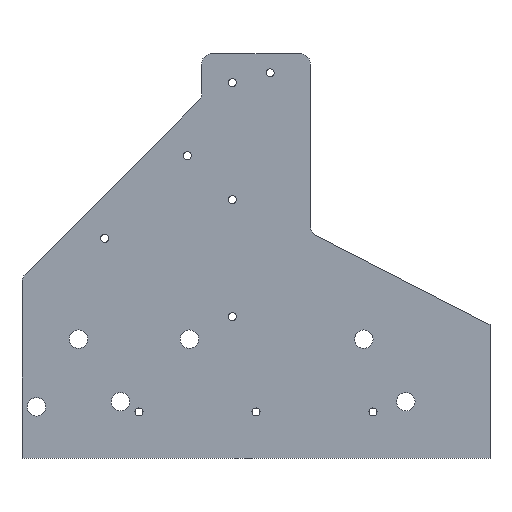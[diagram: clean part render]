
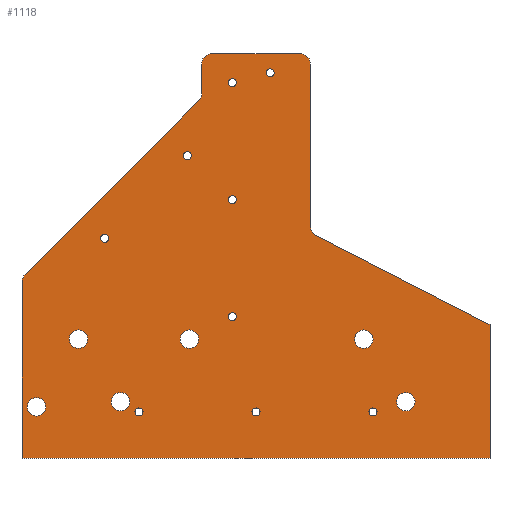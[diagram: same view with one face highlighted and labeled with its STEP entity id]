
A CAD part, top view. The second image highlights one B-rep face of the part: STEP entity #1118.
In plain terms, the highlighted planar face has unit normal (0, 0, 1).
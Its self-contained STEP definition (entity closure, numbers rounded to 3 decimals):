
#58=FACE_BOUND('',#235,.T.);
#59=FACE_BOUND('',#236,.T.);
#60=FACE_BOUND('',#237,.T.);
#61=FACE_BOUND('',#238,.T.);
#62=FACE_BOUND('',#239,.T.);
#63=FACE_BOUND('',#240,.T.);
#64=FACE_BOUND('',#241,.T.);
#65=FACE_BOUND('',#242,.T.);
#66=FACE_BOUND('',#243,.T.);
#67=FACE_BOUND('',#244,.T.);
#68=FACE_BOUND('',#245,.T.);
#69=FACE_BOUND('',#246,.T.);
#70=FACE_BOUND('',#247,.T.);
#71=FACE_BOUND('',#248,.T.);
#72=FACE_BOUND('',#249,.T.);
#91=PLANE('',#1258);
#145=FACE_OUTER_BOUND('',#234,.T.);
#234=EDGE_LOOP('',(#1002,#1003,#1004,#1005,#1006,#1007,#1008,#1009,#1010,
#1011,#1012,#1013,#1014));
#235=EDGE_LOOP('',(#1015));
#236=EDGE_LOOP('',(#1016));
#237=EDGE_LOOP('',(#1017));
#238=EDGE_LOOP('',(#1018));
#239=EDGE_LOOP('',(#1019));
#240=EDGE_LOOP('',(#1020));
#241=EDGE_LOOP('',(#1021));
#242=EDGE_LOOP('',(#1022));
#243=EDGE_LOOP('',(#1023));
#244=EDGE_LOOP('',(#1024));
#245=EDGE_LOOP('',(#1025));
#246=EDGE_LOOP('',(#1026));
#247=EDGE_LOOP('',(#1027));
#248=EDGE_LOOP('',(#1028));
#249=EDGE_LOOP('',(#1029));
#290=LINE('',#1744,#370);
#295=LINE('',#1759,#375);
#299=LINE('',#1771,#379);
#306=LINE('',#1820,#386);
#323=LINE('',#1887,#403);
#325=LINE('',#1891,#405);
#327=LINE('',#1895,#407);
#329=LINE('',#1898,#409);
#370=VECTOR('',#1420,10.);
#375=VECTOR('',#1433,10.);
#379=VECTOR('',#1445,10.);
#386=VECTOR('',#1494,10.);
#403=VECTOR('',#1577,10.);
#405=VECTOR('',#1581,10.);
#407=VECTOR('',#1585,10.);
#409=VECTOR('',#1589,10.);
#441=CIRCLE('',#1191,5.);
#443=CIRCLE('',#1195,5.);
#444=CIRCLE('',#1198,5.);
#463=CIRCLE('',#1220,5.);
#464=CIRCLE('',#1223,5.);
#465=CIRCLE('',#1225,1.95);
#466=CIRCLE('',#1227,1.95);
#467=CIRCLE('',#1229,4.5);
#468=CIRCLE('',#1231,4.5);
#469=CIRCLE('',#1233,4.5);
#470=CIRCLE('',#1235,1.95);
#471=CIRCLE('',#1237,1.95);
#472=CIRCLE('',#1239,1.95);
#473=CIRCLE('',#1241,1.95);
#474=CIRCLE('',#1243,1.95);
#475=CIRCLE('',#1245,1.95);
#476=CIRCLE('',#1247,1.95);
#477=CIRCLE('',#1249,4.5);
#478=CIRCLE('',#1251,4.5);
#479=CIRCLE('',#1253,4.5);
#526=VERTEX_POINT('',#1734);
#527=VERTEX_POINT('',#1736);
#529=VERTEX_POINT('',#1742);
#532=VERTEX_POINT('',#1749);
#533=VERTEX_POINT('',#1751);
#535=VERTEX_POINT('',#1757);
#536=VERTEX_POINT('',#1761);
#539=VERTEX_POINT('',#1769);
#560=VERTEX_POINT('',#1816);
#561=VERTEX_POINT('',#1822);
#562=VERTEX_POINT('',#1826);
#563=VERTEX_POINT('',#1830);
#564=VERTEX_POINT('',#1834);
#565=VERTEX_POINT('',#1838);
#566=VERTEX_POINT('',#1842);
#567=VERTEX_POINT('',#1846);
#568=VERTEX_POINT('',#1850);
#569=VERTEX_POINT('',#1854);
#570=VERTEX_POINT('',#1858);
#571=VERTEX_POINT('',#1862);
#572=VERTEX_POINT('',#1866);
#573=VERTEX_POINT('',#1870);
#574=VERTEX_POINT('',#1874);
#575=VERTEX_POINT('',#1878);
#576=VERTEX_POINT('',#1882);
#577=VERTEX_POINT('',#1886);
#578=VERTEX_POINT('',#1890);
#579=VERTEX_POINT('',#1894);
#648=EDGE_CURVE('',#526,#527,#441,.T.);
#652=EDGE_CURVE('',#526,#529,#290,.T.);
#655=EDGE_CURVE('',#532,#533,#443,.T.);
#659=EDGE_CURVE('',#532,#535,#295,.T.);
#660=EDGE_CURVE('',#536,#535,#444,.T.);
#665=EDGE_CURVE('',#536,#539,#299,.T.);
#688=EDGE_CURVE('',#560,#539,#463,.T.);
#690=EDGE_CURVE('',#560,#527,#306,.T.);
#691=EDGE_CURVE('',#561,#529,#464,.T.);
#693=EDGE_CURVE('',#562,#562,#465,.T.);
#695=EDGE_CURVE('',#563,#563,#466,.T.);
#697=EDGE_CURVE('',#564,#564,#467,.T.);
#699=EDGE_CURVE('',#565,#565,#468,.T.);
#701=EDGE_CURVE('',#566,#566,#469,.T.);
#703=EDGE_CURVE('',#567,#567,#470,.T.);
#705=EDGE_CURVE('',#568,#568,#471,.T.);
#707=EDGE_CURVE('',#569,#569,#472,.T.);
#709=EDGE_CURVE('',#570,#570,#473,.T.);
#711=EDGE_CURVE('',#571,#571,#474,.T.);
#713=EDGE_CURVE('',#572,#572,#475,.T.);
#715=EDGE_CURVE('',#573,#573,#476,.T.);
#717=EDGE_CURVE('',#574,#574,#477,.T.);
#719=EDGE_CURVE('',#575,#575,#478,.T.);
#721=EDGE_CURVE('',#576,#576,#479,.T.);
#723=EDGE_CURVE('',#577,#533,#323,.T.);
#725=EDGE_CURVE('',#578,#577,#325,.T.);
#727=EDGE_CURVE('',#579,#578,#327,.T.);
#729=EDGE_CURVE('',#561,#579,#329,.T.);
#1002=ORIENTED_EDGE('',*,*,#660,.F.);
#1003=ORIENTED_EDGE('',*,*,#665,.T.);
#1004=ORIENTED_EDGE('',*,*,#688,.F.);
#1005=ORIENTED_EDGE('',*,*,#690,.T.);
#1006=ORIENTED_EDGE('',*,*,#648,.F.);
#1007=ORIENTED_EDGE('',*,*,#652,.T.);
#1008=ORIENTED_EDGE('',*,*,#691,.F.);
#1009=ORIENTED_EDGE('',*,*,#729,.T.);
#1010=ORIENTED_EDGE('',*,*,#727,.T.);
#1011=ORIENTED_EDGE('',*,*,#725,.T.);
#1012=ORIENTED_EDGE('',*,*,#723,.T.);
#1013=ORIENTED_EDGE('',*,*,#655,.F.);
#1014=ORIENTED_EDGE('',*,*,#659,.T.);
#1015=ORIENTED_EDGE('',*,*,#721,.T.);
#1016=ORIENTED_EDGE('',*,*,#719,.T.);
#1017=ORIENTED_EDGE('',*,*,#717,.T.);
#1018=ORIENTED_EDGE('',*,*,#715,.T.);
#1019=ORIENTED_EDGE('',*,*,#713,.T.);
#1020=ORIENTED_EDGE('',*,*,#711,.T.);
#1021=ORIENTED_EDGE('',*,*,#709,.T.);
#1022=ORIENTED_EDGE('',*,*,#707,.T.);
#1023=ORIENTED_EDGE('',*,*,#705,.T.);
#1024=ORIENTED_EDGE('',*,*,#703,.T.);
#1025=ORIENTED_EDGE('',*,*,#701,.T.);
#1026=ORIENTED_EDGE('',*,*,#699,.T.);
#1027=ORIENTED_EDGE('',*,*,#697,.T.);
#1028=ORIENTED_EDGE('',*,*,#695,.T.);
#1029=ORIENTED_EDGE('',*,*,#693,.T.);
#1118=ADVANCED_FACE('',(#145,#58,#59,#60,#61,#62,#63,#64,#65,#66,#67,#68,
#69,#70,#71,#72),#91,.T.);
#1191=AXIS2_PLACEMENT_3D('',#1737,#1413,#1414);
#1195=AXIS2_PLACEMENT_3D('',#1752,#1426,#1427);
#1198=AXIS2_PLACEMENT_3D('',#1762,#1436,#1437);
#1220=AXIS2_PLACEMENT_3D('',#1817,#1489,#1490);
#1223=AXIS2_PLACEMENT_3D('',#1823,#1497,#1498);
#1225=AXIS2_PLACEMENT_3D('',#1827,#1502,#1503);
#1227=AXIS2_PLACEMENT_3D('',#1831,#1507,#1508);
#1229=AXIS2_PLACEMENT_3D('',#1835,#1512,#1513);
#1231=AXIS2_PLACEMENT_3D('',#1839,#1517,#1518);
#1233=AXIS2_PLACEMENT_3D('',#1843,#1522,#1523);
#1235=AXIS2_PLACEMENT_3D('',#1847,#1527,#1528);
#1237=AXIS2_PLACEMENT_3D('',#1851,#1532,#1533);
#1239=AXIS2_PLACEMENT_3D('',#1855,#1537,#1538);
#1241=AXIS2_PLACEMENT_3D('',#1859,#1542,#1543);
#1243=AXIS2_PLACEMENT_3D('',#1863,#1547,#1548);
#1245=AXIS2_PLACEMENT_3D('',#1867,#1552,#1553);
#1247=AXIS2_PLACEMENT_3D('',#1871,#1557,#1558);
#1249=AXIS2_PLACEMENT_3D('',#1875,#1562,#1563);
#1251=AXIS2_PLACEMENT_3D('',#1879,#1567,#1568);
#1253=AXIS2_PLACEMENT_3D('',#1883,#1572,#1573);
#1258=AXIS2_PLACEMENT_3D('',#1899,#1590,#1591);
#1413=DIRECTION('center_axis',(0.,0.,1.));
#1414=DIRECTION('ref_axis',(0.924,-0.383,0.));
#1420=DIRECTION('',(-0.707,-0.707,0.));
#1426=DIRECTION('center_axis',(0.,0.,1.));
#1427=DIRECTION('ref_axis',(-0.854,-0.521,0.));
#1433=DIRECTION('',(0.,1.,0.));
#1436=DIRECTION('center_axis',(0.,0.,-1.));
#1437=DIRECTION('ref_axis',(0.707,0.707,0.));
#1445=DIRECTION('',(-1.,0.,0.));
#1489=DIRECTION('center_axis',(0.,0.,-1.));
#1490=DIRECTION('ref_axis',(-0.707,0.707,0.));
#1494=DIRECTION('',(0.,-1.,0.));
#1497=DIRECTION('center_axis',(0.,0.,-1.));
#1498=DIRECTION('ref_axis',(-0.924,0.383,0.));
#1502=DIRECTION('center_axis',(0.,0.,-1.));
#1503=DIRECTION('ref_axis',(1.,0.,0.));
#1507=DIRECTION('center_axis',(0.,0.,-1.));
#1508=DIRECTION('ref_axis',(1.,0.,0.));
#1512=DIRECTION('center_axis',(0.,0.,-1.));
#1513=DIRECTION('ref_axis',(1.,0.,0.));
#1517=DIRECTION('center_axis',(0.,0.,-1.));
#1518=DIRECTION('ref_axis',(1.,0.,0.));
#1522=DIRECTION('center_axis',(0.,0.,-1.));
#1523=DIRECTION('ref_axis',(1.,0.,0.));
#1527=DIRECTION('center_axis',(0.,0.,-1.));
#1528=DIRECTION('ref_axis',(1.,0.,0.));
#1532=DIRECTION('center_axis',(0.,0.,-1.));
#1533=DIRECTION('ref_axis',(1.,0.,0.));
#1537=DIRECTION('center_axis',(0.,0.,-1.));
#1538=DIRECTION('ref_axis',(1.,0.,0.));
#1542=DIRECTION('center_axis',(0.,0.,-1.));
#1543=DIRECTION('ref_axis',(1.,0.,0.));
#1547=DIRECTION('center_axis',(0.,0.,-1.));
#1548=DIRECTION('ref_axis',(1.,0.,0.));
#1552=DIRECTION('center_axis',(0.,0.,-1.));
#1553=DIRECTION('ref_axis',(1.,0.,0.));
#1557=DIRECTION('center_axis',(0.,0.,-1.));
#1558=DIRECTION('ref_axis',(1.,0.,0.));
#1562=DIRECTION('center_axis',(0.,0.,-1.));
#1563=DIRECTION('ref_axis',(1.,0.,0.));
#1567=DIRECTION('center_axis',(0.,0.,-1.));
#1568=DIRECTION('ref_axis',(1.,0.,0.));
#1572=DIRECTION('center_axis',(0.,0.,-1.));
#1573=DIRECTION('ref_axis',(1.,0.,0.));
#1577=DIRECTION('',(-0.889,0.457,0.));
#1581=DIRECTION('',(0.,1.,0.));
#1585=DIRECTION('',(1.,0.,0.));
#1589=DIRECTION('',(0.,-1.,0.));
#1590=DIRECTION('center_axis',(0.,0.,1.));
#1591=DIRECTION('ref_axis',(1.,0.,0.));
#1734=CARTESIAN_POINT('',(86.036,174.036,6.));
#1736=CARTESIAN_POINT('',(87.5,177.571,6.));
#1737=CARTESIAN_POINT('Origin',(82.5,177.571,6.));
#1742=CARTESIAN_POINT('',(1.464,89.464,6.));
#1744=CARTESIAN_POINT('',(0.,88.,6.));
#1749=CARTESIAN_POINT('',(140.5,113.051,6.));
#1751=CARTESIAN_POINT('',(143.213,108.605,6.));
#1752=CARTESIAN_POINT('Origin',(145.5,113.051,6.));
#1757=CARTESIAN_POINT('',(140.5,192.,6.));
#1759=CARTESIAN_POINT('',(140.5,27.,6.));
#1761=CARTESIAN_POINT('',(135.5,197.,6.));
#1762=CARTESIAN_POINT('Origin',(135.5,192.,6.));
#1769=CARTESIAN_POINT('',(92.5,197.,6.));
#1771=CARTESIAN_POINT('',(140.5,197.,6.));
#1816=CARTESIAN_POINT('',(87.5,192.,6.));
#1817=CARTESIAN_POINT('Origin',(92.5,192.,6.));
#1820=CARTESIAN_POINT('',(87.5,197.,6.));
#1822=CARTESIAN_POINT('',(0.,85.929,6.));
#1823=CARTESIAN_POINT('Origin',(5.,85.929,6.));
#1826=CARTESIAN_POINT('',(169.05,22.5,6.));
#1827=CARTESIAN_POINT('Origin',(171.,22.5,6.));
#1830=CARTESIAN_POINT('',(112.05,22.5,6.));
#1831=CARTESIAN_POINT('Origin',(114.,22.5,6.));
#1834=CARTESIAN_POINT('',(43.5,27.5,6.));
#1835=CARTESIAN_POINT('Origin',(48.,27.5,6.));
#1838=CARTESIAN_POINT('',(162.03,57.985,6.));
#1839=CARTESIAN_POINT('Origin',(166.53,57.985,6.));
#1842=CARTESIAN_POINT('',(23.03,57.985,6.));
#1843=CARTESIAN_POINT('Origin',(27.53,57.985,6.));
#1846=CARTESIAN_POINT('',(118.965,187.702,6.));
#1847=CARTESIAN_POINT('Origin',(120.915,187.702,6.));
#1850=CARTESIAN_POINT('',(38.355,107.092,6.));
#1851=CARTESIAN_POINT('Origin',(40.305,107.092,6.));
#1854=CARTESIAN_POINT('',(55.05,22.5,6.));
#1855=CARTESIAN_POINT('Origin',(57.,22.5,6.));
#1858=CARTESIAN_POINT('',(100.55,183.,6.));
#1859=CARTESIAN_POINT('Origin',(102.5,183.,6.));
#1862=CARTESIAN_POINT('',(100.55,69.,6.));
#1863=CARTESIAN_POINT('Origin',(102.5,69.,6.));
#1866=CARTESIAN_POINT('',(78.66,147.397,6.));
#1867=CARTESIAN_POINT('Origin',(80.61,147.397,6.));
#1870=CARTESIAN_POINT('',(100.55,126.,6.));
#1871=CARTESIAN_POINT('Origin',(102.5,126.,6.));
#1874=CARTESIAN_POINT('',(77.03,57.985,6.));
#1875=CARTESIAN_POINT('Origin',(81.53,57.985,6.));
#1878=CARTESIAN_POINT('',(182.5,27.5,6.));
#1879=CARTESIAN_POINT('Origin',(187.,27.5,6.));
#1882=CARTESIAN_POINT('',(2.515,25.,6.));
#1883=CARTESIAN_POINT('Origin',(7.015,25.,6.));
#1886=CARTESIAN_POINT('',(228.,65.,6.));
#1887=CARTESIAN_POINT('',(140.5,110.,6.));
#1890=CARTESIAN_POINT('',(228.,0.,6.));
#1891=CARTESIAN_POINT('',(228.,0.,6.));
#1894=CARTESIAN_POINT('',(0.,0.,6.));
#1895=CARTESIAN_POINT('',(0.,0.,6.));
#1898=CARTESIAN_POINT('',(0.,110.,6.));
#1899=CARTESIAN_POINT('Origin',(114.,98.5,6.));
